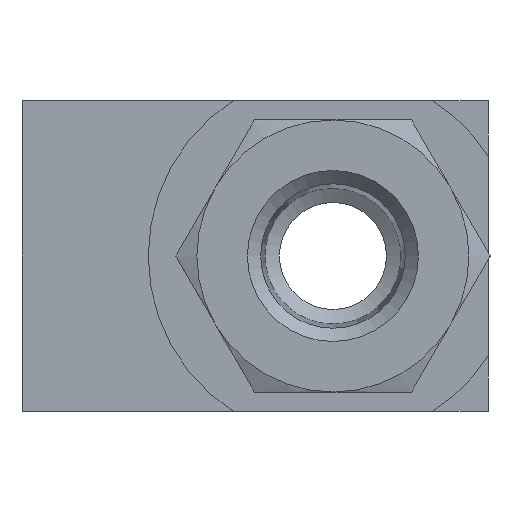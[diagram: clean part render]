
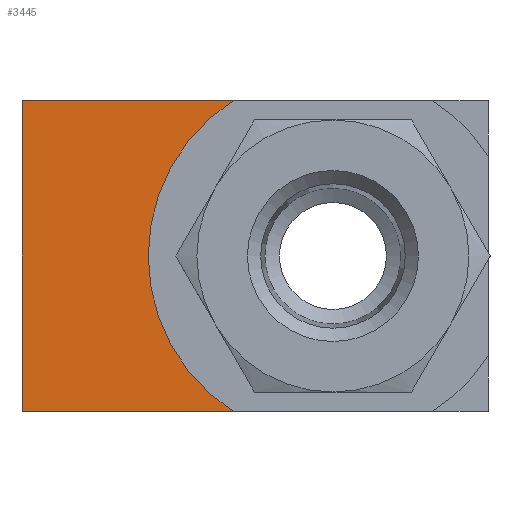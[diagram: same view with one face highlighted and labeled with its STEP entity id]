
A CAD part, left-side view. The second image highlights one B-rep face of the part: STEP entity #3445.
In plain terms, the highlighted planar face has unit normal (-1, 0, 0).
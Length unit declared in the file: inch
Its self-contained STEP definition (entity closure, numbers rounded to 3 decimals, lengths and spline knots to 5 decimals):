
#2783=CARTESIAN_POINT('',(-0.625,1.5,0.5));
#2784=VERTEX_POINT('',#2783);
#2791=CARTESIAN_POINT('',(-0.625,0.82068,0.5));
#2792=VERTEX_POINT('',#2791);
#2793=CARTESIAN_POINT('',(-0.625,0.82068,0.5));
#2794=DIRECTION('',(0.0,1.0,0.0));
#2795=VECTOR('',#2794,0.67932);
#2796=LINE('',#2793,#2795);
#2797=EDGE_CURVE('',#2792,#2784,#2796,.T.);
#3290=CARTESIAN_POINT('',(-0.625,0.82068,-0.5));
#3291=VERTEX_POINT('',#3290);
#3292=CARTESIAN_POINT('',(-0.625,0.5,0.0));
#3293=DIRECTION('',(1.0,0.0,0.0));
#3294=DIRECTION('',(0.0,0.0,-1.0));
#3295=AXIS2_PLACEMENT_3D('',#3292,#3293,#3294);
#3296=CIRCLE('',#3295,0.594);
#3297=EDGE_CURVE('',#3291,#2792,#3296,.T.);
#3422=CARTESIAN_POINT('',(-0.625,0.0,0.0));
#3423=DIRECTION('',(-1.0,0.0,0.0));
#3424=DIRECTION('',(0.0,0.0,1.0));
#3425=AXIS2_PLACEMENT_3D('',#3422,#3423,#3424);
#3426=PLANE('',#3425);
#3427=ORIENTED_EDGE('',*,*,#3297,.T.);
#3428=ORIENTED_EDGE('',*,*,#2797,.T.);
#3429=CARTESIAN_POINT('',(-0.625,1.5,-0.5));
#3430=VERTEX_POINT('',#3429);
#3431=CARTESIAN_POINT('',(-0.625,1.5,-0.5));
#3432=DIRECTION('',(0.0,0.0,1.0));
#3433=VECTOR('',#3432,1.0);
#3434=LINE('',#3431,#3433);
#3435=EDGE_CURVE('',#3430,#2784,#3434,.T.);
#3436=ORIENTED_EDGE('',*,*,#3435,.F.);
#3437=CARTESIAN_POINT('',(-0.625,1.5,-0.5));
#3438=DIRECTION('',(0.0,-1.0,0.0));
#3439=VECTOR('',#3438,0.67932);
#3440=LINE('',#3437,#3439);
#3441=EDGE_CURVE('',#3430,#3291,#3440,.T.);
#3442=ORIENTED_EDGE('',*,*,#3441,.T.);
#3443=EDGE_LOOP('',(#3427,#3428,#3436,#3442));
#3444=FACE_OUTER_BOUND('',#3443,.T.);
#3445=ADVANCED_FACE('',(#3444),#3426,.T.);
